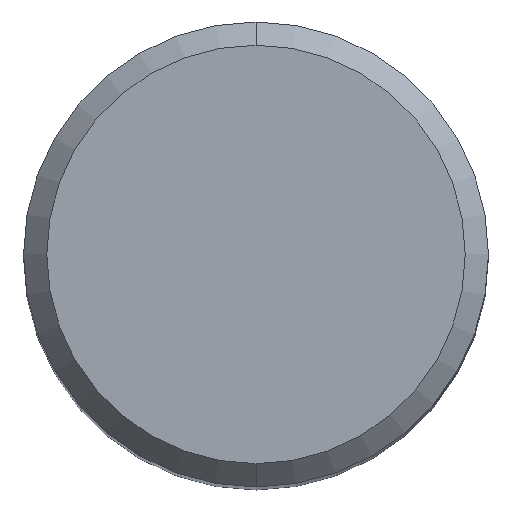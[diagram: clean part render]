
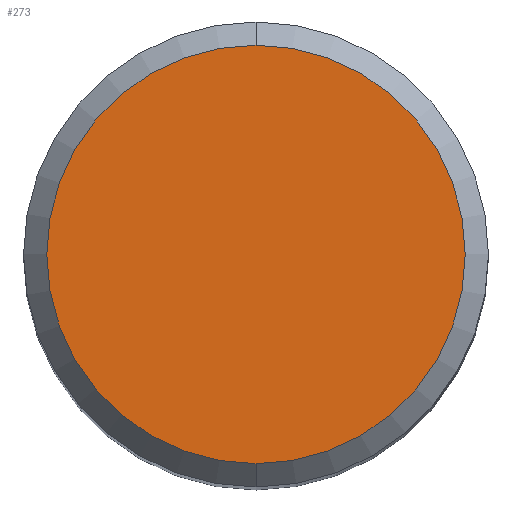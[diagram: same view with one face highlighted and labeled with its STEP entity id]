
A CAD part, top view. The second image highlights one B-rep face of the part: STEP entity #273.
In plain terms, the highlighted planar face has unit normal (0, 0, 1).
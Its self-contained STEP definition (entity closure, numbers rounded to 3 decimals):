
#225=EDGE_CURVE('',#411,#279,#543,.T.);
#273=ADVANCED_FACE('',(#597),#598,.T.);
#279=VERTEX_POINT('',#605);
#411=VERTEX_POINT('',#751);
#459=EDGE_CURVE('',#279,#411,#806,.T.);
#543=CIRCLE('',#900,7.2);
#597=FACE_OUTER_BOUND('',#1021,.T.);
#598=PLANE('',#1022);
#605=CARTESIAN_POINT('',(0.0,7.2,0.0));
#751=CARTESIAN_POINT('',(0.,-7.2,0.0));
#806=CIRCLE('',#1509,7.2);
#900=AXIS2_PLACEMENT_3D('',#1591,#1592,#1593);
#1021=EDGE_LOOP('',(#1660,#1661));
#1022=AXIS2_PLACEMENT_3D('',#1662,#1663,#1664);
#1509=AXIS2_PLACEMENT_3D('',#1896,#1897,#1898);
#1591=CARTESIAN_POINT('',(0.0,0.0,0.0));
#1592=DIRECTION('',(0.0,0.0,-1.0));
#1593=DIRECTION('',(0.0,1.0,0.0));
#1660=ORIENTED_EDGE('',*,*,#459,.F.);
#1661=ORIENTED_EDGE('',*,*,#225,.F.);
#1662=CARTESIAN_POINT('',(0.0,3.6,0.0));
#1663=DIRECTION('',(-0.0,0.0,1.0));
#1664=DIRECTION('',(0.0,-1.0,0.0));
#1896=CARTESIAN_POINT('',(0.0,0.0,0.0));
#1897=DIRECTION('',(0.0,0.0,-1.0));
#1898=DIRECTION('',(0.0,1.0,0.0));
